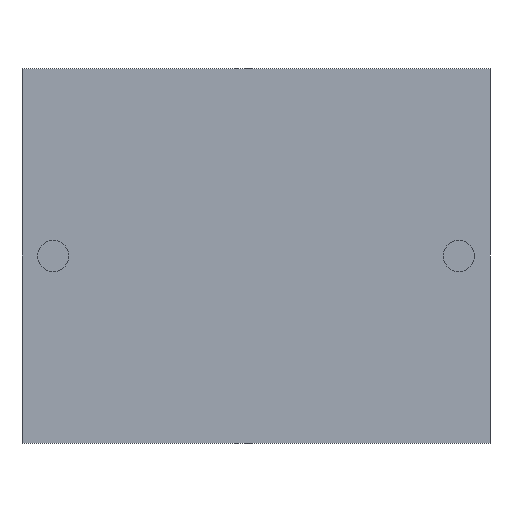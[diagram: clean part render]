
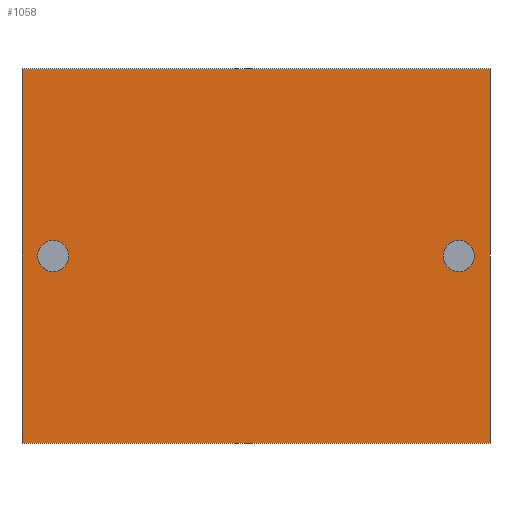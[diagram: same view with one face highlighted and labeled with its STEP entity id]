
A CAD part, front view. The second image highlights one B-rep face of the part: STEP entity #1058.
In plain terms, the highlighted planar face has unit normal (0, -1, 0).
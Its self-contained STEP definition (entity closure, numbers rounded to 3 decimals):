
#24=FACE_BOUND('',#217,.T.);
#25=FACE_BOUND('',#218,.T.);
#83=PLANE('',#1136);
#146=FACE_OUTER_BOUND('',#216,.T.);
#216=EDGE_LOOP('',(#991,#992,#993,#994));
#217=EDGE_LOOP('',(#995));
#218=EDGE_LOOP('',(#996));
#341=LINE('',#1669,#475);
#345=LINE('',#1677,#479);
#348=LINE('',#1683,#482);
#351=LINE('',#1688,#485);
#475=VECTOR('',#1379,10.);
#479=VECTOR('',#1385,10.);
#482=VECTOR('',#1390,10.);
#485=VECTOR('',#1395,10.);
#488=CIRCLE('',#1075,1.5);
#490=CIRCLE('',#1079,1.5);
#492=VERTEX_POINT('',#1405);
#494=VERTEX_POINT('',#1412);
#575=VERTEX_POINT('',#1667);
#576=VERTEX_POINT('',#1668);
#579=VERTEX_POINT('',#1676);
#581=VERTEX_POINT('',#1682);
#585=EDGE_CURVE('',#492,#492,#488,.T.);
#588=EDGE_CURVE('',#494,#494,#490,.T.);
#709=EDGE_CURVE('',#575,#576,#341,.T.);
#713=EDGE_CURVE('',#576,#579,#345,.T.);
#716=EDGE_CURVE('',#579,#581,#348,.T.);
#719=EDGE_CURVE('',#581,#575,#351,.T.);
#991=ORIENTED_EDGE('',*,*,#719,.T.);
#992=ORIENTED_EDGE('',*,*,#709,.T.);
#993=ORIENTED_EDGE('',*,*,#713,.T.);
#994=ORIENTED_EDGE('',*,*,#716,.T.);
#995=ORIENTED_EDGE('',*,*,#585,.T.);
#996=ORIENTED_EDGE('',*,*,#588,.T.);
#1058=ADVANCED_FACE('',(#146,#24,#25),#83,.F.);
#1075=AXIS2_PLACEMENT_3D('',#1407,#1144,#1145);
#1079=AXIS2_PLACEMENT_3D('',#1414,#1153,#1154);
#1136=AXIS2_PLACEMENT_3D('',#1691,#1399,#1400);
#1144=DIRECTION('center_axis',(0.,1.,0.));
#1145=DIRECTION('ref_axis',(1.,0.,0.));
#1153=DIRECTION('center_axis',(0.,1.,0.));
#1154=DIRECTION('ref_axis',(1.,0.,0.));
#1379=DIRECTION('',(0.,0.,-1.));
#1385=DIRECTION('',(1.,0.,0.));
#1390=DIRECTION('',(0.,0.,1.));
#1395=DIRECTION('',(-1.,0.,0.));
#1399=DIRECTION('center_axis',(0.,1.,0.));
#1400=DIRECTION('ref_axis',(1.,0.,0.));
#1405=CARTESIAN_POINT('',(18.,0.,0.));
#1407=CARTESIAN_POINT('Origin',(19.5,0.,0.));
#1412=CARTESIAN_POINT('',(-21.,0.,0.));
#1414=CARTESIAN_POINT('Origin',(-19.5,0.,0.));
#1667=CARTESIAN_POINT('',(-22.5,0.,18.));
#1668=CARTESIAN_POINT('',(-22.5,0.,-18.));
#1669=CARTESIAN_POINT('',(-22.5,0.,18.));
#1676=CARTESIAN_POINT('',(22.5,0.,-18.));
#1677=CARTESIAN_POINT('',(-22.5,0.,-18.));
#1682=CARTESIAN_POINT('',(22.5,0.,18.));
#1683=CARTESIAN_POINT('',(22.5,0.,-18.));
#1688=CARTESIAN_POINT('',(22.5,0.,18.));
#1691=CARTESIAN_POINT('Origin',(0.,0.,0.));
